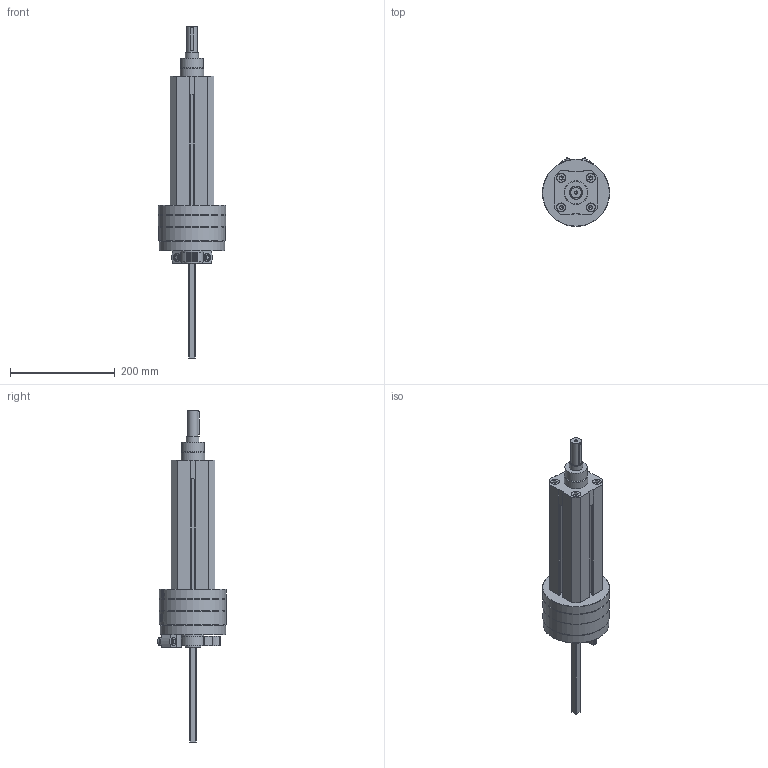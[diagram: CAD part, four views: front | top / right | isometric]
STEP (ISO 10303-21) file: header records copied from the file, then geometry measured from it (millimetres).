
FILE_DESCRIPTION(/* description */ ('STEP AP214'),/* implementation_level */ '2;1');
FILE_NAME(/* name */ '556570_DSL-40-160-270-P-A-S2-B',/* time_stamp */ '2024-08-21T17:18:58+02:00',/* author */ ('License CC BY-ND 4.0'),/* organization */ ('CADENAS'),/* preprocessor_version */ 'ST-DEVELOPER v19.3',/* originating_system */ 'PARTsolutions',/* authorisation */ ' ');
FILE_SCHEMA (('AUTOMOTIVE_DESIGN {1 0 10303 214 3 1 1}'));
Length unit declared in the file: millimetre
Products named in the file (12): 556570 DSL-40-160-270-P-A-S2-B---(0_0); 556570 DSL-40-160-270-P-A-S2-B-160_bz; 704067 DSM-40-BR---(HZ); 710518 DSM-40-P-B; 371076 SLT-20; 342623 DSM-40_NS; DIN-912 - M8x30(F); 348988 SPZ-25-P-A M16X1-5-19; 704066 DSM-40-BL---(HZ); 556570 DSL-160_k; 306999 DSL; Shim ring DIN 988 30x42x2.5
Assembly tree (16 placements, depth 2):
  556570 DSL-40-160-270-P-A-S2-B---(0_0)
    556570 DSL-40-160-270-P-A-S2-B-160_bz
    704067 DSM-40-BR---(HZ)
    710518 DSM-40-P-B  x2
    371076 SLT-20  x2
    342623 DSM-40_NS  x2
    DIN-912 - M8x30(F)  x2
    348988 SPZ-25-P-A M16X1-5-19  x2
    704066 DSM-40-BL---(HZ)
    556570 DSL-160_k
    306999 DSL
    Shim ring DIN 988 30x42x2.5
Bounding box: 128 x 131.55 x 633 mm (x, y, z)
Volume: 2564015.7 mm3; surface area: 310882 mm2
Topology: 16 solids, 16 shells, 518 faces, 1241 edges, 784 vertices
Faces by surface type: plane 269, cylinder 164, cone 81, torus 4
Full cylindrical faces by diameter (mm): 1.567 x2, 2.5 x2, 4.917 x2, 6.647 x6, 8 x6, 8.566 x4, 9 x2, 9.6 x2, 13 x2, 14.917 x4, 15 x6, 16 x2, 16.6 x1, 17 x4, 20 x1, 25 x2, 30 x3, 42 x1, 43 x1, 45 x1, 53 x1, 61 x1, 78.5 x1, 90 x1, 122 x1, 125 x1, 127.65 x1, 128 x2
Entity records: 12646 total; most frequent: CARTESIAN_POINT 2295, DIRECTION 2171, ORIENTED_EDGE 1864, EDGE_CURVE 932, AXIS2_PLACEMENT_3D 817, VERTEX_POINT 663, FACE_BOUND 613, EDGE_LOOP 603
